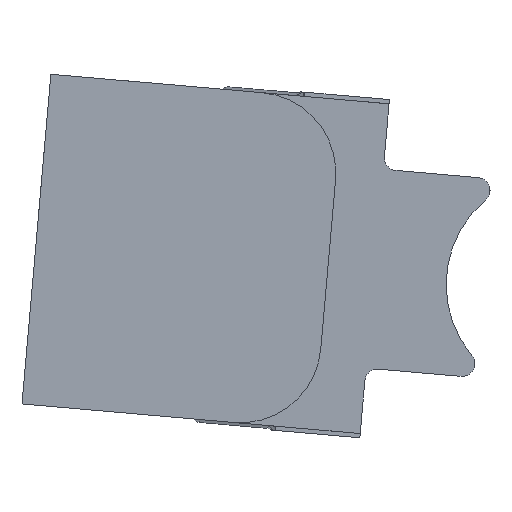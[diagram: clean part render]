
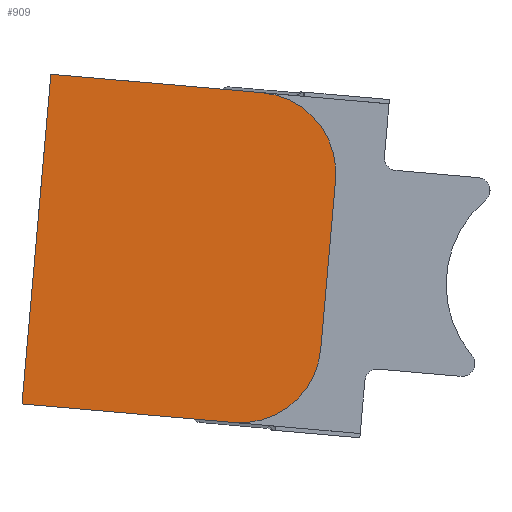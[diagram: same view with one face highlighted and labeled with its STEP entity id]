
A CAD part, left-side view. The second image highlights one B-rep face of the part: STEP entity #909.
In plain terms, the highlighted planar face has unit normal (-1, 0, 0).
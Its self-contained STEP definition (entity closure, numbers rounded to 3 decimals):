
#27 = VERTEX_POINT ( 'NONE', #137 ) ;
#111 = FACE_OUTER_BOUND ( 'NONE', #1301, .T. ) ;
#137 = CARTESIAN_POINT ( 'NONE',  ( 4.448, 39.49, -0.46 ) ) ;
#138 = VECTOR ( 'NONE', #1661, 1000. ) ;
#146 = DIRECTION ( 'NONE',  ( 0., 0., 1. ) ) ;
#185 = VECTOR ( 'NONE', #1339, 1000. ) ;
#191 = DIRECTION ( 'NONE',  ( 0., 0.087, -0.996 ) ) ;
#202 = ORIENTED_EDGE ( 'NONE', *, *, #1604, .T. ) ;
#251 = VECTOR ( 'NONE', #191, 1000. ) ;
#341 = ORIENTED_EDGE ( 'NONE', *, *, #644, .T. ) ;
#349 = VERTEX_POINT ( 'NONE', #1684 ) ;
#365 = PLANE ( 'NONE',  #1194 ) ;
#371 = ORIENTED_EDGE ( 'NONE', *, *, #1475, .T. ) ;
#395 = CARTESIAN_POINT ( 'NONE',  ( 4.448, -0.34, 3.885 ) ) ;
#419 = AXIS2_PLACEMENT_3D ( 'NONE', #538, #1068, #1491 ) ;
#429 = LINE ( 'NONE', #395, #185 ) ;
#436 = CARTESIAN_POINT ( 'NONE',  ( 4.448, 44.471, -0.024 ) ) ;
#455 = CIRCLE ( 'NONE', #1708, 1.9 ) ;
#460 = CARTESIAN_POINT ( 'NONE',  ( 4.448, 37.432, 1.267 ) ) ;
#515 = DIRECTION ( 'NONE',  ( 0., 0., 1. ) ) ;
#538 = CARTESIAN_POINT ( 'NONE',  ( 4.448, 39.325, 1.433 ) ) ;
#631 = DIRECTION ( 'NONE',  ( -1., 0., 0. ) ) ;
#635 = EDGE_CURVE ( 'NONE', #349, #1286, #429, .T. ) ;
#644 = EDGE_CURVE ( 'NONE', #27, #1608, #1191, .T. ) ;
#729 = LINE ( 'NONE', #1270, #138 ) ;
#800 = VERTEX_POINT ( 'NONE', #436 ) ;
#803 = EDGE_CURVE ( 'NONE', #1286, #800, #1005, .T. ) ;
#831 = ORIENTED_EDGE ( 'NONE', *, *, #635, .T. ) ;
#851 = EDGE_CURVE ( 'NONE', #800, #27, #1731, .T. ) ;
#888 = VERTEX_POINT ( 'NONE', #1293 ) ;
#909 = ADVANCED_FACE ( 'NONE', ( #111 ), #365, .T. ) ;
#1005 = LINE ( 'NONE', #1549, #251 ) ;
#1026 = CARTESIAN_POINT ( 'NONE',  ( 4.448, 0.34, -3.885 ) ) ;
#1045 = CARTESIAN_POINT ( 'NONE',  ( 4.448, 0., 0. ) ) ;
#1068 = DIRECTION ( 'NONE',  ( -1., 0., 0. ) ) ;
#1180 = DIRECTION ( 'NONE',  ( 0., -0.996, -0.087 ) ) ;
#1191 = CIRCLE ( 'NONE', #419, 1.9 ) ;
#1194 = AXIS2_PLACEMENT_3D ( 'NONE', #1045, #631, #515 ) ;
#1270 = CARTESIAN_POINT ( 'NONE',  ( 4.448, 37.258, 3.26 ) ) ;
#1286 = VERTEX_POINT ( 'NONE', #1291 ) ;
#1291 = CARTESIAN_POINT ( 'NONE',  ( 4.448, 43.792, 7.746 ) ) ;
#1293 = CARTESIAN_POINT ( 'NONE',  ( 4.448, 37.083, 5.252 ) ) ;
#1301 = EDGE_LOOP ( 'NONE', ( #371, #831, #1419, #1620, #341, #202 ) ) ;
#1339 = DIRECTION ( 'NONE',  ( 0., 0.996, 0.087 ) ) ;
#1419 = ORIENTED_EDGE ( 'NONE', *, *, #803, .T. ) ;
#1475 = EDGE_CURVE ( 'NONE', #888, #349, #455, .T. ) ;
#1491 = DIRECTION ( 'NONE',  ( 0., 0., 1. ) ) ;
#1504 = CARTESIAN_POINT ( 'NONE',  ( 4.448, 38.976, 5.418 ) ) ;
#1517 = DIRECTION ( 'NONE',  ( -1., 0., 0. ) ) ;
#1549 = CARTESIAN_POINT ( 'NONE',  ( 4.448, 43.783, 7.846 ) ) ;
#1597 = VECTOR ( 'NONE', #1180, 1000. ) ;
#1604 = EDGE_CURVE ( 'NONE', #1608, #888, #729, .T. ) ;
#1608 = VERTEX_POINT ( 'NONE', #460 ) ;
#1620 = ORIENTED_EDGE ( 'NONE', *, *, #851, .T. ) ;
#1661 = DIRECTION ( 'NONE',  ( 0., -0.087, 0.996 ) ) ;
#1684 = CARTESIAN_POINT ( 'NONE',  ( 4.448, 38.811, 7.31 ) ) ;
#1708 = AXIS2_PLACEMENT_3D ( 'NONE', #1504, #1517, #146 ) ;
#1731 = LINE ( 'NONE', #1026, #1597 ) ;
